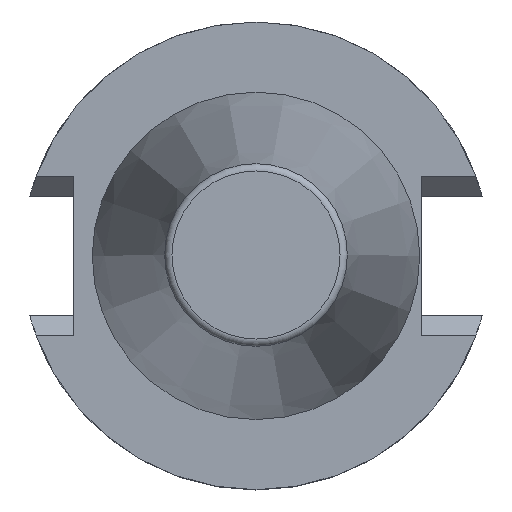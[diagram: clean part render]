
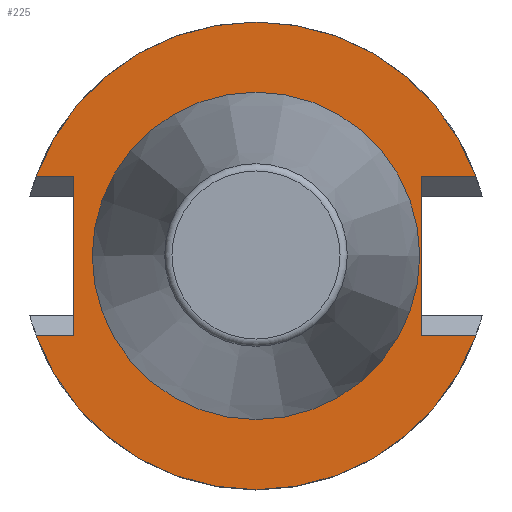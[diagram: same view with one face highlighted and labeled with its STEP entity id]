
A CAD part, top view. The second image highlights one B-rep face of the part: STEP entity #225.
In plain terms, the highlighted planar face has unit normal (0, 0, 1).
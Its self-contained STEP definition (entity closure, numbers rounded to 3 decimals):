
#50=PLANE('',#853);
#118=LINE('',#1293,#163);
#121=LINE('',#1298,#166);
#123=LINE('',#1302,#168);
#124=LINE('',#1304,#169);
#135=LINE('',#1325,#180);
#136=LINE('',#1327,#181);
#163=VECTOR('',#1008,1.);
#166=VECTOR('',#1013,1.);
#168=VECTOR('',#1017,1.);
#169=VECTOR('',#1020,1.);
#180=VECTOR('',#1039,1.);
#181=VECTOR('',#1042,1.);
#225=ADVANCED_FACE('CU_FL_SU_5',(#265,#266),#50,.F.);
#265=FACE_BOUND('',#332,.T.);
#266=FACE_BOUND('',#333,.T.);
#332=EDGE_LOOP('',(#517));
#333=EDGE_LOOP('',(#518,#519,#520,#521,#522,#523,#524,#525));
#517=ORIENTED_EDGE('',*,*,#712,.F.);
#518=ORIENTED_EDGE('',*,*,#710,.T.);
#519=ORIENTED_EDGE('',*,*,#711,.T.);
#520=ORIENTED_EDGE('',*,*,#699,.T.);
#521=ORIENTED_EDGE('',*,*,#640,.F.);
#522=ORIENTED_EDGE('',*,*,#698,.F.);
#523=ORIENTED_EDGE('',*,*,#696,.F.);
#524=ORIENTED_EDGE('',*,*,#693,.F.);
#525=ORIENTED_EDGE('',*,*,#690,.F.);
#568=VERTEX_POINT('',#1148);
#570=VERTEX_POINT('',#1151);
#606=VERTEX_POINT('',#1287);
#607=VERTEX_POINT('',#1289);
#608=VERTEX_POINT('',#1294);
#609=VERTEX_POINT('',#1299);
#610=VERTEX_POINT('',#1305);
#615=VERTEX_POINT('',#1324);
#616=VERTEX_POINT('',#1330);
#640=EDGE_CURVE('',#568,#570,#734,.T.);
#690=EDGE_CURVE('',#606,#607,#749,.T.);
#693=EDGE_CURVE('',#607,#608,#118,.T.);
#696=EDGE_CURVE('',#608,#609,#121,.T.);
#698=EDGE_CURVE('',#609,#568,#123,.T.);
#699=EDGE_CURVE('',#610,#570,#124,.T.);
#710=EDGE_CURVE('',#606,#615,#135,.T.);
#711=EDGE_CURVE('',#615,#610,#136,.T.);
#712=EDGE_CURVE('',#616,#616,#750,.T.);
#734=CIRCLE('',#808,31.75);
#749=CIRCLE('',#840,31.75);
#750=CIRCLE('',#852,21.925);
#808=AXIS2_PLACEMENT_3D('',#1150,#912,#913);
#840=AXIS2_PLACEMENT_3D('',#1288,#1001,#1002);
#852=AXIS2_PLACEMENT_3D('',#1329,#1045,#1046);
#853=AXIS2_PLACEMENT_3D('',#1331,#1047,#1048);
#912=DIRECTION('',(0.,0.,-1.));
#913=DIRECTION('',(-1.,0.,0.));
#1001=DIRECTION('',(0.,0.,-1.));
#1002=DIRECTION('',(-1.,0.,0.));
#1008=DIRECTION('',(1.,0.,0.));
#1013=DIRECTION('',(0.,1.,0.));
#1017=DIRECTION('',(-1.,0.,0.));
#1020=DIRECTION('',(1.,0.,0.));
#1039=DIRECTION('',(-1.,0.,0.));
#1042=DIRECTION('',(0.,1.,0.));
#1045=DIRECTION('',(0.,0.,1.));
#1046=DIRECTION('',(-1.,0.,0.));
#1047=DIRECTION('',(0.,0.,-1.));
#1048=DIRECTION('',(-1.,0.,0.));
#1148=CARTESIAN_POINT('',(-29.859,10.795,-1.));
#1150=CARTESIAN_POINT('',(0.,0.,-1.));
#1151=CARTESIAN_POINT('',(29.859,10.795,-1.));
#1287=CARTESIAN_POINT('',(29.859,-10.795,-1.));
#1288=CARTESIAN_POINT('',(0.,0.,-1.));
#1289=CARTESIAN_POINT('',(-29.859,-10.795,-1.));
#1293=CARTESIAN_POINT('',(0.,-10.795,-1.));
#1294=CARTESIAN_POINT('',(-24.82,-10.795,-1.));
#1298=CARTESIAN_POINT('',(-24.82,21.925,-1.));
#1299=CARTESIAN_POINT('',(-24.82,10.795,-1.));
#1302=CARTESIAN_POINT('',(0.,10.795,-1.));
#1304=CARTESIAN_POINT('',(0.,10.795,-1.));
#1305=CARTESIAN_POINT('',(22.42,10.795,-1.));
#1324=CARTESIAN_POINT('',(22.42,-10.795,-1.));
#1325=CARTESIAN_POINT('',(0.,-10.795,-1.));
#1327=CARTESIAN_POINT('',(22.42,21.925,-1.));
#1329=CARTESIAN_POINT('',(0.,0.,-1.));
#1330=CARTESIAN_POINT('',(-21.925,0.,-1.));
#1331=CARTESIAN_POINT('',(0.,21.925,-1.));
